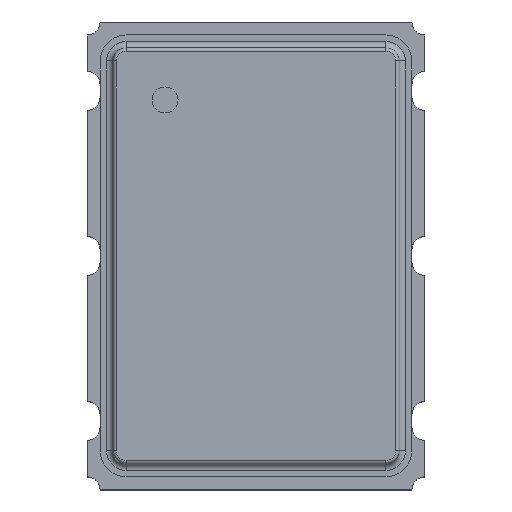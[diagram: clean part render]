
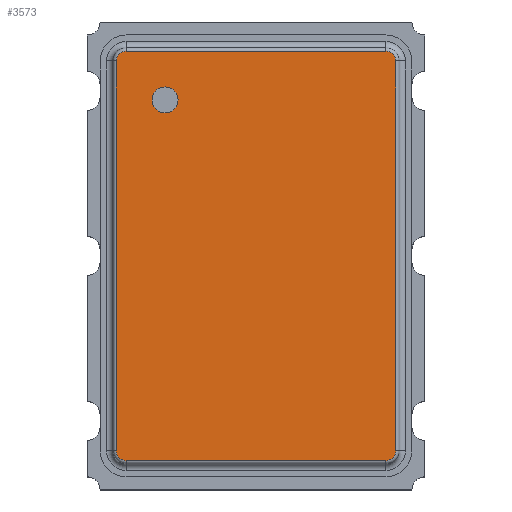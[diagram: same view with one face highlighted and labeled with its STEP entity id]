
A CAD part, top view. The second image highlights one B-rep face of the part: STEP entity #3573.
In plain terms, the highlighted planar face has unit normal (0, 0, 1).
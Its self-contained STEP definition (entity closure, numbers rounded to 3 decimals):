
#24=FACE_BOUND('',#541,.T.);
#96=CIRCLE('',#3819,0.2);
#100=CIRCLE('',#3826,0.15);
#104=CIRCLE('',#3831,0.15);
#108=CIRCLE('',#3838,0.15);
#112=CIRCLE('',#3843,0.15);
#337=FACE_OUTER_BOUND('',#540,.T.);
#540=EDGE_LOOP('',(#2912,#2913,#2914,#2915,#2916,#2917,#2918,#2919));
#541=EDGE_LOOP('',(#2920));
#873=LINE('',#5621,#1273);
#875=LINE('',#5641,#1275);
#878=LINE('',#5648,#1278);
#880=LINE('',#5663,#1280);
#1273=VECTOR('',#4539,6.);
#1275=VECTOR('',#4563,4.);
#1278=VECTOR('',#4570,4.);
#1280=VECTOR('',#4590,6.);
#1622=VERTEX_POINT('',#5613);
#1624=VERTEX_POINT('',#5618);
#1625=VERTEX_POINT('',#5620);
#1628=VERTEX_POINT('',#5627);
#1629=VERTEX_POINT('',#5632);
#1632=VERTEX_POINT('',#5639);
#1633=VERTEX_POINT('',#5644);
#1636=VERTEX_POINT('',#5651);
#1637=VERTEX_POINT('',#5656);
#2058=EDGE_CURVE('',#1622,#1622,#96,.T.);
#2060=EDGE_CURVE('',#1624,#1625,#873,.T.);
#2064=EDGE_CURVE('',#1628,#1624,#100,.T.);
#2068=EDGE_CURVE('',#1625,#1629,#104,.T.);
#2070=EDGE_CURVE('',#1632,#1628,#875,.T.);
#2074=EDGE_CURVE('',#1629,#1633,#878,.T.);
#2076=EDGE_CURVE('',#1636,#1632,#108,.T.);
#2080=EDGE_CURVE('',#1633,#1637,#112,.T.);
#2082=EDGE_CURVE('',#1637,#1636,#880,.T.);
#2912=ORIENTED_EDGE('',*,*,#2060,.F.);
#2913=ORIENTED_EDGE('',*,*,#2064,.F.);
#2914=ORIENTED_EDGE('',*,*,#2070,.F.);
#2915=ORIENTED_EDGE('',*,*,#2076,.F.);
#2916=ORIENTED_EDGE('',*,*,#2082,.F.);
#2917=ORIENTED_EDGE('',*,*,#2080,.F.);
#2918=ORIENTED_EDGE('',*,*,#2074,.F.);
#2919=ORIENTED_EDGE('',*,*,#2068,.F.);
#2920=ORIENTED_EDGE('',*,*,#2058,.T.);
#3400=PLANE('',#3851);
#3573=ADVANCED_FACE('',(#337,#24),#3400,.T.);
#3819=AXIS2_PLACEMENT_3D('',#5614,#4531,#4532);
#3826=AXIS2_PLACEMENT_3D('',#5629,#4547,#4548);
#3831=AXIS2_PLACEMENT_3D('',#5636,#4557,#4558);
#3838=AXIS2_PLACEMENT_3D('',#5653,#4575,#4576);
#3843=AXIS2_PLACEMENT_3D('',#5660,#4585,#4586);
#3851=AXIS2_PLACEMENT_3D('',#5682,#4610,#4611);
#4531=DIRECTION('center_axis',(0.,0.,
-1.));
#4532=DIRECTION('ref_axis',(1.,0.,0.));
#4539=DIRECTION('',(0.,1.,0.));
#4547=DIRECTION('center_axis',(0.,0.,
-1.));
#4548=DIRECTION('ref_axis',(-0.707,-0.707,0.));
#4557=DIRECTION('center_axis',(0.,0.,
-1.));
#4558=DIRECTION('ref_axis',(-0.707,0.707,0.));
#4563=DIRECTION('',(-1.,0.,0.));
#4570=DIRECTION('',(1.,0.,0.));
#4575=DIRECTION('center_axis',(0.,0.,
-1.));
#4576=DIRECTION('ref_axis',(0.707,-0.707,0.));
#4585=DIRECTION('center_axis',(0.,0.,
-1.));
#4586=DIRECTION('ref_axis',(0.707,0.707,0.));
#4590=DIRECTION('',(0.,-1.,0.));
#4610=DIRECTION('center_axis',(0.,0.,
1.));
#4611=DIRECTION('ref_axis',(1.,0.,0.));
#5613=CARTESIAN_POINT('',(-1.2,2.4,1.8));
#5614=CARTESIAN_POINT('Origin',(-1.4,2.4,1.8));
#5618=CARTESIAN_POINT('',(-2.15,-3.,1.8));
#5620=CARTESIAN_POINT('',(-2.15,3.,1.8));
#5621=CARTESIAN_POINT('',(-2.15,-1.5,1.8));
#5627=CARTESIAN_POINT('',(-2.,-3.15,1.8));
#5629=CARTESIAN_POINT('Origin',(-2.,-3.,1.8));
#5632=CARTESIAN_POINT('',(-2.,3.15,1.8));
#5636=CARTESIAN_POINT('Origin',(-2.,3.,1.8));
#5639=CARTESIAN_POINT('',(2.,-3.15,1.8));
#5641=CARTESIAN_POINT('',(1.,-3.15,1.8));
#5644=CARTESIAN_POINT('',(2.,3.15,1.8));
#5648=CARTESIAN_POINT('',(-1.,3.15,1.8));
#5651=CARTESIAN_POINT('',(2.15,-3.,1.8));
#5653=CARTESIAN_POINT('Origin',(2.,-3.,1.8));
#5656=CARTESIAN_POINT('',(2.15,3.,1.8));
#5660=CARTESIAN_POINT('Origin',(2.,3.,1.8));
#5663=CARTESIAN_POINT('',(2.15,1.5,1.8));
#5682=CARTESIAN_POINT('Origin',(0.,0.,1.8));
